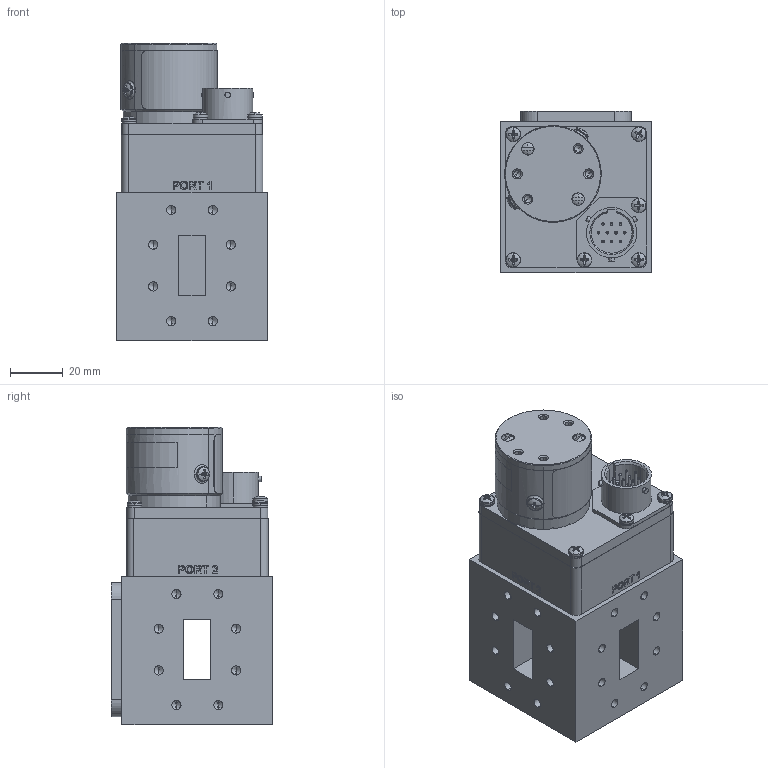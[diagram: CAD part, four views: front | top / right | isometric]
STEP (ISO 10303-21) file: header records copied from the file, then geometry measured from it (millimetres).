
FILE_DESCRIPTION (( 'STEP AP214' ), '1' );
FILE_NAME ('PEWGS6070_3D.STEP', '2021-03-29T16:49:51', ( '' ), ( '' ), 'SwSTEP 2.0', 'SolidWorks 2020', '' );
FILE_SCHEMA (( 'AUTOMOTIVE_DESIGN' ));
Length unit declared in the file: inch
Products named in the file (1): PEWGS6070_3D
Bounding box: 57.15 x 61.22 x 112.85 mm (x, y, z)
Volume: 185674.6 mm3; surface area: 80830.3 mm2
Topology: 30 solids, 30 shells, 1427 faces, 3413 edges, 2069 vertices
Faces by surface type: plane 590, cylinder 471, cone 179, bspline 127, sphere 44, torus 16
Entity records: 53260 total; most frequent: CARTESIAN_POINT 17083, DIRECTION 6696, ORIENTED_EDGE 6538, EDGE_CURVE 3269, AXIS2_PLACEMENT_3D 2452, VERTEX_POINT 2059, LINE 1792, VECTOR 1792
